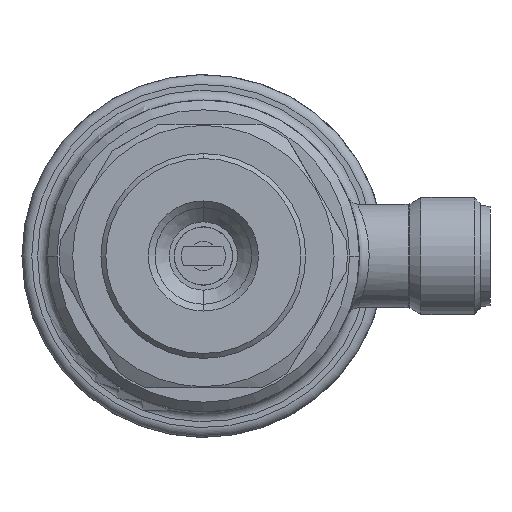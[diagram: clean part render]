
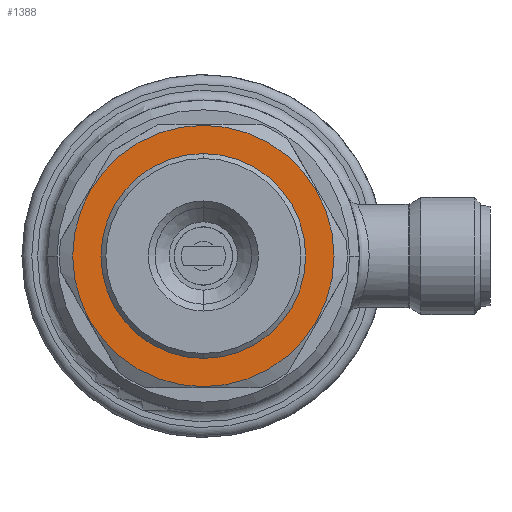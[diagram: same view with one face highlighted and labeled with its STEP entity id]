
A CAD part, front view. The second image highlights one B-rep face of the part: STEP entity #1388.
In plain terms, the highlighted face is planar.
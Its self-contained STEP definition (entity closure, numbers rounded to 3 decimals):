
#77 = DIRECTION ( 'NONE',  ( -1., 0., 0. ) ) ;
#113 = VERTEX_POINT ( 'NONE', #1664 ) ;
#131 = PLANE ( 'NONE',  #5279 ) ;
#338 = CARTESIAN_POINT ( 'NONE',  ( 33.5, 13.4, 0. ) ) ;
#633 = DIRECTION ( 'NONE',  ( -1., 0., 0. ) ) ;
#639 = AXIS2_PLACEMENT_3D ( 'NONE', #7731, #3812, #8386 ) ;
#771 = ORIENTED_EDGE ( 'NONE', *, *, #5493, .F. ) ;
#1256 = ORIENTED_EDGE ( 'NONE', *, *, #6411, .T. ) ;
#1301 = CIRCLE ( 'NONE', #3958, 10.5 ) ;
#1388 = ADVANCED_FACE ( 'NONE', ( #5135, #3593 ), #131, .F. ) ;
#1664 = CARTESIAN_POINT ( 'NONE',  ( 33.5, 0., -13.4 ) ) ;
#1703 = CIRCLE ( 'NONE', #4940, 13.4 ) ;
#1794 = VERTEX_POINT ( 'NONE', #5725 ) ;
#1948 = VERTEX_POINT ( 'NONE', #5103 ) ;
#2216 = VERTEX_POINT ( 'NONE', #8423 ) ;
#2828 = DIRECTION ( 'NONE',  ( 0., 0., 1. ) ) ;
#3593 = FACE_BOUND ( 'NONE', #8153, .T. ) ;
#3603 = CIRCLE ( 'NONE', #7913, 10.5 ) ;
#3674 = CARTESIAN_POINT ( 'NONE',  ( 33.5, 0., 0. ) ) ;
#3675 = DIRECTION ( 'NONE',  ( -1., 0., 0. ) ) ;
#3812 = DIRECTION ( 'NONE',  ( -1., 0., 0. ) ) ;
#3958 = AXIS2_PLACEMENT_3D ( 'NONE', #3674, #8256, #4324 ) ;
#4104 = CARTESIAN_POINT ( 'NONE',  ( 33.5, 0., 0. ) ) ;
#4324 = DIRECTION ( 'NONE',  ( 0., 0., 1. ) ) ;
#4657 = CARTESIAN_POINT ( 'NONE',  ( 33.5, 0., 0. ) ) ;
#4792 = DIRECTION ( 'NONE',  ( 0., 0., 1. ) ) ;
#4940 = AXIS2_PLACEMENT_3D ( 'NONE', #4657, #633, #5332 ) ;
#4948 = CIRCLE ( 'NONE', #639, 13.4 ) ;
#5103 = CARTESIAN_POINT ( 'NONE',  ( 33.5, 0., 13.4 ) ) ;
#5135 = FACE_OUTER_BOUND ( 'NONE', #7805, .T. ) ;
#5279 = AXIS2_PLACEMENT_3D ( 'NONE', #338, #3675, #2828 ) ;
#5332 = DIRECTION ( 'NONE',  ( 0., 0., 1. ) ) ;
#5493 = EDGE_CURVE ( 'NONE', #1948, #113, #1703, .T. ) ;
#5725 = CARTESIAN_POINT ( 'NONE',  ( 33.5, 0., 10.5 ) ) ;
#6254 = EDGE_CURVE ( 'NONE', #2216, #1794, #1301, .T. ) ;
#6283 = ORIENTED_EDGE ( 'NONE', *, *, #6468, .F. ) ;
#6411 = EDGE_CURVE ( 'NONE', #1794, #2216, #3603, .T. ) ;
#6468 = EDGE_CURVE ( 'NONE', #113, #1948, #4948, .T. ) ;
#7731 = CARTESIAN_POINT ( 'NONE',  ( 33.5, 0., 0. ) ) ;
#7805 = EDGE_LOOP ( 'NONE', ( #771, #6283 ) ) ;
#7913 = AXIS2_PLACEMENT_3D ( 'NONE', #4104, #77, #4792 ) ;
#8153 = EDGE_LOOP ( 'NONE', ( #1256, #8398 ) ) ;
#8256 = DIRECTION ( 'NONE',  ( -1., 0., 0. ) ) ;
#8386 = DIRECTION ( 'NONE',  ( 0., 0., 1. ) ) ;
#8398 = ORIENTED_EDGE ( 'NONE', *, *, #6254, .T. ) ;
#8423 = CARTESIAN_POINT ( 'NONE',  ( 33.5, 0., -10.5 ) ) ;
